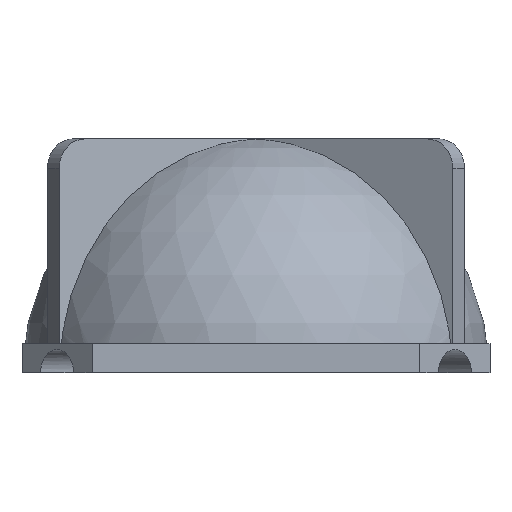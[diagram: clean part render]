
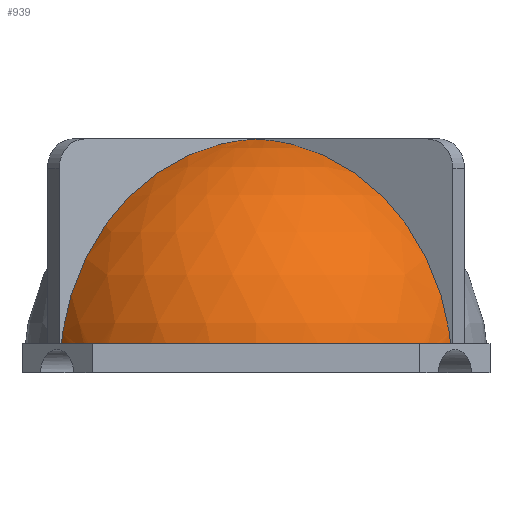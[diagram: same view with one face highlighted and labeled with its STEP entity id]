
A CAD part, front view. The second image highlights one B-rep face of the part: STEP entity #939.
In plain terms, the highlighted spherical face has radius 40 mm.
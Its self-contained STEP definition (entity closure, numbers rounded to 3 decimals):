
#18=SPHERICAL_SURFACE('',#1017,40.);
#64=FACE_OUTER_BOUND('',#115,.T.);
#115=EDGE_LOOP('',(#661,#662,#663,#664,#665,#666,#667));
#312=CIRCLE('',#1004,4.);
#318=CIRCLE('',#1013,40.);
#319=CIRCLE('',#1015,40.);
#321=CIRCLE('',#1018,4.);
#322=CIRCLE('',#1019,40.);
#323=CIRCLE('',#1020,39.95);
#324=CIRCLE('',#1021,39.95);
#392=VERTEX_POINT('',#1469);
#393=VERTEX_POINT('',#1471);
#399=VERTEX_POINT('',#1513);
#400=VERTEX_POINT('',#1517);
#405=VERTEX_POINT('',#1529);
#406=VERTEX_POINT('',#1531);
#407=VERTEX_POINT('',#1533);
#491=EDGE_CURVE('',#393,#392,#312,.T.);
#501=EDGE_CURVE('',#399,#392,#318,.T.);
#502=EDGE_CURVE('',#393,#400,#319,.T.);
#508=EDGE_CURVE('',#399,#405,#321,.T.);
#509=EDGE_CURVE('',#406,#405,#322,.T.);
#510=EDGE_CURVE('',#406,#407,#323,.T.);
#511=EDGE_CURVE('',#407,#400,#324,.T.);
#661=ORIENTED_EDGE('',*,*,#491,.T.);
#662=ORIENTED_EDGE('',*,*,#501,.F.);
#663=ORIENTED_EDGE('',*,*,#508,.T.);
#664=ORIENTED_EDGE('',*,*,#509,.F.);
#665=ORIENTED_EDGE('',*,*,#510,.T.);
#666=ORIENTED_EDGE('',*,*,#511,.T.);
#667=ORIENTED_EDGE('',*,*,#502,.F.);
#939=ADVANCED_FACE('',(#64),#18,.T.);
#1004=AXIS2_PLACEMENT_3D('',#1472,#1122,#1123);
#1013=AXIS2_PLACEMENT_3D('',#1515,#1142,#1143);
#1015=AXIS2_PLACEMENT_3D('',#1518,#1146,#1147);
#1017=AXIS2_PLACEMENT_3D('',#1528,#1154,#1155);
#1018=AXIS2_PLACEMENT_3D('',#1530,#1156,#1157);
#1019=AXIS2_PLACEMENT_3D('',#1532,#1158,#1159);
#1020=AXIS2_PLACEMENT_3D('',#1534,#1160,#1161);
#1021=AXIS2_PLACEMENT_3D('',#1535,#1162,#1163);
#1122=DIRECTION('center_axis',(0.707,0.707,0.));
#1123=DIRECTION('ref_axis',(-0.707,0.707,0.));
#1142=DIRECTION('center_axis',(0.,0.,-1.));
#1143=DIRECTION('ref_axis',(1.,0.,0.));
#1146=DIRECTION('center_axis',(0.,0.,-1.));
#1147=DIRECTION('ref_axis',(1.,0.,0.));
#1154=DIRECTION('center_axis',(0.,0.,1.));
#1155=DIRECTION('ref_axis',(1.,0.,0.));
#1156=DIRECTION('center_axis',(-0.707,0.707,0.));
#1157=DIRECTION('ref_axis',(-0.707,-0.707,0.));
#1158=DIRECTION('center_axis',(0.,0.,-1.));
#1159=DIRECTION('ref_axis',(1.,0.,0.));
#1160=DIRECTION('center_axis',(-0.5,-0.866,0.));
#1161=DIRECTION('ref_axis',(0.,0.,1.));
#1162=DIRECTION('center_axis',(0.5,-0.866,0.));
#1163=DIRECTION('ref_axis',(0.,0.,1.));
#1469=CARTESIAN_POINT('',(-25.314,-30.971,0.));
#1471=CARTESIAN_POINT('',(-30.971,-25.314,0.));
#1472=CARTESIAN_POINT('Origin',(-28.142,-28.142,0.));
#1513=CARTESIAN_POINT('',(25.314,-30.971,0.));
#1515=CARTESIAN_POINT('Origin',(0.,0.,0.));
#1517=CARTESIAN_POINT('',(-33.598,-21.707,0.));
#1518=CARTESIAN_POINT('Origin',(0.,0.,0.));
#1528=CARTESIAN_POINT('Origin',(0.,0.,0.));
#1529=CARTESIAN_POINT('',(30.971,-25.314,0.));
#1530=CARTESIAN_POINT('Origin',(28.142,-28.142,0.));
#1531=CARTESIAN_POINT('',(33.598,-21.707,0.));
#1532=CARTESIAN_POINT('Origin',(0.,0.,0.));
#1533=CARTESIAN_POINT('',(0.,-2.309,39.933));
#1534=CARTESIAN_POINT('Origin',(-1.,-1.732,0.));
#1535=CARTESIAN_POINT('Origin',(1.,-1.732,0.));
